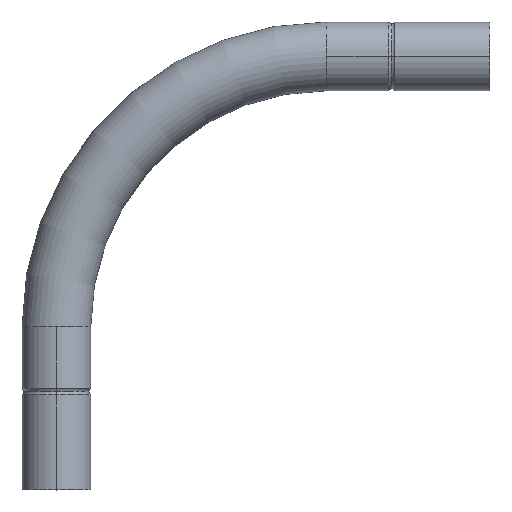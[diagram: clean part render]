
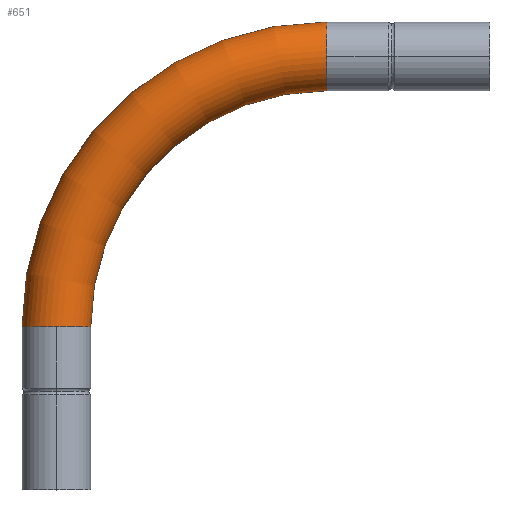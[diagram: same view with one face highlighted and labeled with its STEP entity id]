
A CAD part, top view. The second image highlights one B-rep face of the part: STEP entity #651.
In plain terms, the highlighted toroidal (fillet/blend) face has major radius 110 mm and minor radius 14 mm.
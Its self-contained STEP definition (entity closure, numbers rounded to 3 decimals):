
#19 = CARTESIAN_POINT ( 'NONE',  ( 0., 124., 0. ) ) ;
#36 = ORIENTED_EDGE ( 'NONE', *, *, #946, .T. ) ;
#47 = ORIENTED_EDGE ( 'NONE', *, *, #644, .F. ) ;
#100 = AXIS2_PLACEMENT_3D ( 'NONE', #605, #530, #1042 ) ;
#152 = DIRECTION ( 'NONE',  ( 0., 0., 1. ) ) ;
#154 = CIRCLE ( 'NONE', #603, 124. ) ;
#192 = CARTESIAN_POINT ( 'NONE',  ( -110., 0., 0. ) ) ;
#200 = VERTEX_POINT ( 'NONE', #879 ) ;
#279 = EDGE_CURVE ( 'NONE', #412, #906, #996, .T. ) ;
#283 = DIRECTION ( 'NONE',  ( -1., 0., 0. ) ) ;
#287 = VERTEX_POINT ( 'NONE', #19 ) ;
#326 = EDGE_CURVE ( 'NONE', #1007, #287, #660, .T. ) ;
#352 = CIRCLE ( 'NONE', #796, 14. ) ;
#363 = TOROIDAL_SURFACE ( 'NONE', #773, 110., 14. ) ;
#380 = CARTESIAN_POINT ( 'NONE',  ( 0., 0., 0. ) ) ;
#395 = EDGE_CURVE ( 'NONE', #412, #432, #1056, .T. ) ;
#412 = VERTEX_POINT ( 'NONE', #974 ) ;
#413 = EDGE_CURVE ( 'NONE', #906, #200, #352, .T. ) ;
#432 = VERTEX_POINT ( 'NONE', #453 ) ;
#453 = CARTESIAN_POINT ( 'NONE',  ( 0., 96., 0. ) ) ;
#469 = DIRECTION ( 'NONE',  ( -1., 0., 0. ) ) ;
#477 = DIRECTION ( 'NONE',  ( 0., -1., 0. ) ) ;
#525 = ORIENTED_EDGE ( 'NONE', *, *, #279, .F. ) ;
#530 = DIRECTION ( 'NONE',  ( -1., 0., 0. ) ) ;
#539 = CARTESIAN_POINT ( 'NONE',  ( 0., 0., 0. ) ) ;
#579 = AXIS2_PLACEMENT_3D ( 'NONE', #380, #980, #469 ) ;
#603 = AXIS2_PLACEMENT_3D ( 'NONE', #714, #632, #283 ) ;
#605 = CARTESIAN_POINT ( 'NONE',  ( 0., 110., 0. ) ) ;
#614 = DIRECTION ( 'NONE',  ( 0., -1., 0. ) ) ;
#632 = DIRECTION ( 'NONE',  ( 0., 0., -1. ) ) ;
#644 = EDGE_CURVE ( 'NONE', #200, #287, #154, .T. ) ;
#651 = ADVANCED_FACE ( 'NONE', ( #1043 ), #363, .T. ) ;
#660 = CIRCLE ( 'NONE', #100, 14. ) ;
#687 = ORIENTED_EDGE ( 'NONE', *, *, #413, .F. ) ;
#706 = DIRECTION ( 'NONE',  ( 0., 0., -1. ) ) ;
#714 = CARTESIAN_POINT ( 'NONE',  ( 0., 0., 0. ) ) ;
#758 = DIRECTION ( 'NONE',  ( -1., 0., 0. ) ) ;
#760 = CIRCLE ( 'NONE', #1092, 14. ) ;
#761 = CARTESIAN_POINT ( 'NONE',  ( -110., 0., 14. ) ) ;
#763 = AXIS2_PLACEMENT_3D ( 'NONE', #1113, #614, #857 ) ;
#773 = AXIS2_PLACEMENT_3D ( 'NONE', #539, #706, #952 ) ;
#796 = AXIS2_PLACEMENT_3D ( 'NONE', #192, #477, #1068 ) ;
#857 = DIRECTION ( 'NONE',  ( 0., 0., 1. ) ) ;
#879 = CARTESIAN_POINT ( 'NONE',  ( -124., 0., 0. ) ) ;
#906 = VERTEX_POINT ( 'NONE', #761 ) ;
#911 = ORIENTED_EDGE ( 'NONE', *, *, #326, .T. ) ;
#933 = ORIENTED_EDGE ( 'NONE', *, *, #395, .T. ) ;
#946 = EDGE_CURVE ( 'NONE', #432, #1007, #760, .T. ) ;
#952 = DIRECTION ( 'NONE',  ( -1., 0., 0. ) ) ;
#974 = CARTESIAN_POINT ( 'NONE',  ( -96., 0., 0. ) ) ;
#980 = DIRECTION ( 'NONE',  ( 0., 0., -1. ) ) ;
#996 = CIRCLE ( 'NONE', #763, 14. ) ;
#1001 = CARTESIAN_POINT ( 'NONE',  ( 0., 110., 14. ) ) ;
#1007 = VERTEX_POINT ( 'NONE', #1001 ) ;
#1022 = CARTESIAN_POINT ( 'NONE',  ( 0., 110., 0. ) ) ;
#1042 = DIRECTION ( 'NONE',  ( 0., 0., 1. ) ) ;
#1043 = FACE_OUTER_BOUND ( 'NONE', #1051, .T. ) ;
#1051 = EDGE_LOOP ( 'NONE', ( #47, #687, #525, #933, #36, #911 ) ) ;
#1056 = CIRCLE ( 'NONE', #579, 96. ) ;
#1068 = DIRECTION ( 'NONE',  ( 0., 0., 1. ) ) ;
#1092 = AXIS2_PLACEMENT_3D ( 'NONE', #1022, #758, #152 ) ;
#1113 = CARTESIAN_POINT ( 'NONE',  ( -110., 0., 0. ) ) ;
